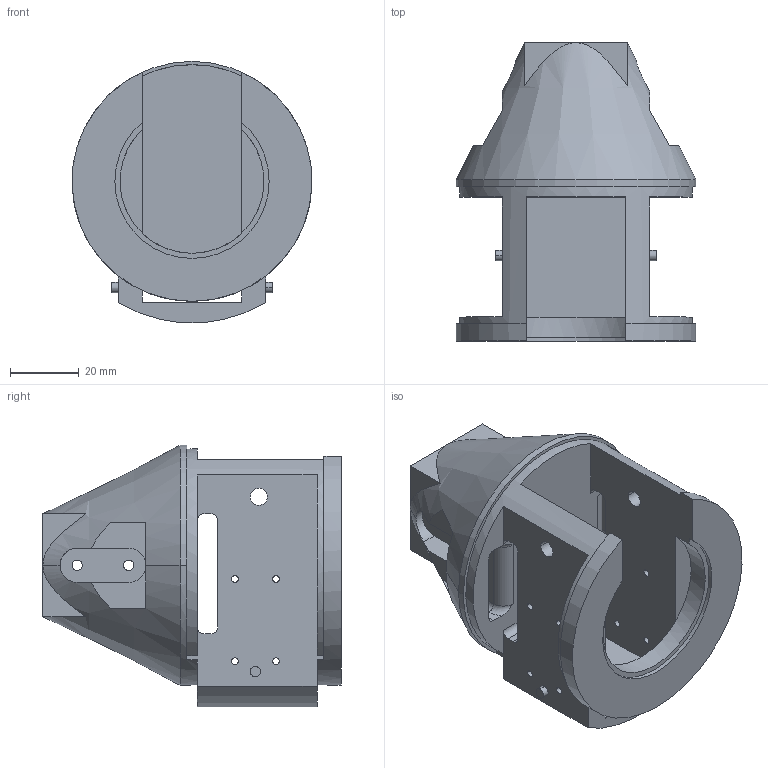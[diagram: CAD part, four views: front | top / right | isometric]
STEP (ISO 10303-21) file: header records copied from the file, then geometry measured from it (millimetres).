
FILE_DESCRIPTION((''),'2;1');
FILE_NAME('OBMP-FWM-1610','2023-10-12T10:39:26',('ccha425'),('Department of Mechanical Engineering, The University of Auckland'),'CREO PARAMETRIC BY PTC INC, 2017260','CREO PARAMETRIC BY PTC INC, 2017260','');
FILE_SCHEMA(('CONFIG_CONTROL_DESIGN'));
Length unit declared in the file: millimetre
Products named in the file (1): OBMP-FWM-1610
Bounding box: 70 x 87 x 76.25 mm (x, y, z)
Volume: 120662.8 mm3; surface area: 37250.1 mm2
Topology: 1 solids, 1 shells, 143 faces, 410 edges, 263 vertices
Faces by surface type: plane 68, cylinder 65, cone 6, torus 4
Entity records: 4944 total; most frequent: CARTESIAN_POINT 1041, ORIENTED_EDGE 820, DIRECTION 808, EDGE_CURVE 410, AXIS2_PLACEMENT_3D 293, VERTEX_POINT 264, VECTOR 222, LINE 222
